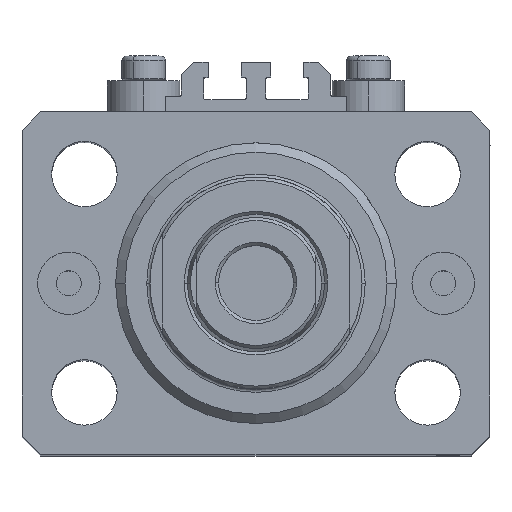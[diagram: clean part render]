
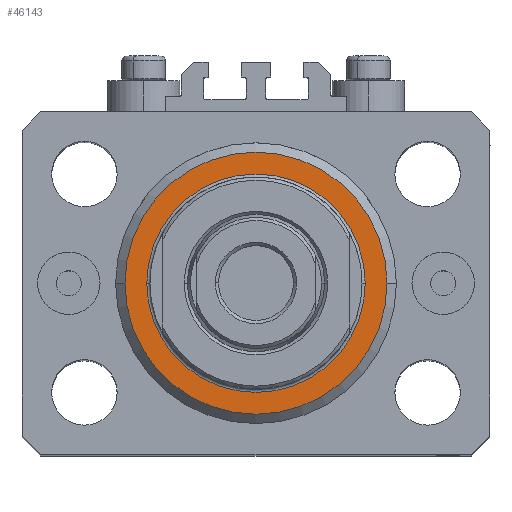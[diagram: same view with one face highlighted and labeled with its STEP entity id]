
A CAD part, top view. The second image highlights one B-rep face of the part: STEP entity #46143.
In plain terms, the highlighted face is planar.
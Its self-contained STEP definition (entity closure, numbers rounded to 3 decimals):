
#1360 = EDGE_LOOP ( 'NONE', ( #42084, #14127 ) ) ;
#1602 = CARTESIAN_POINT ( 'NONE',  ( 17.5, 0., 0. ) ) ;
#1755 = CARTESIAN_POINT ( 'NONE',  ( 0., 0., 0. ) ) ;
#2844 = VERTEX_POINT ( 'NONE', #25288 ) ;
#3199 = VERTEX_POINT ( 'NONE', #10736 ) ;
#3882 = CIRCLE ( 'NONE', #13695, 21. ) ;
#3915 = EDGE_CURVE ( 'NONE', #12220, #4279, #13330, .T. ) ;
#4055 = AXIS2_PLACEMENT_3D ( 'NONE', #1755, #13329, #27776 ) ;
#4279 = VERTEX_POINT ( 'NONE', #23571 ) ;
#5296 = AXIS2_PLACEMENT_3D ( 'NONE', #43717, #14617, #19116 ) ;
#5388 = DIRECTION ( 'NONE',  ( 0., 0., -1. ) ) ;
#10247 = EDGE_CURVE ( 'NONE', #4279, #12220, #42153, .T. ) ;
#10736 = CARTESIAN_POINT ( 'NONE',  ( 21., 0., 0. ) ) ;
#12220 = VERTEX_POINT ( 'NONE', #1602 ) ;
#13329 = DIRECTION ( 'NONE',  ( 0., 0., 1. ) ) ;
#13330 = CIRCLE ( 'NONE', #20162, 17.5 ) ;
#13695 = AXIS2_PLACEMENT_3D ( 'NONE', #37340, #5388, #20763 ) ;
#14127 = ORIENTED_EDGE ( 'NONE', *, *, #10247, .T. ) ;
#14617 = DIRECTION ( 'NONE',  ( 0., 0., -1. ) ) ;
#16056 = DIRECTION ( 'NONE',  ( 0., 0., 1. ) ) ;
#18638 = EDGE_CURVE ( 'NONE', #3199, #2844, #3882, .T. ) ;
#18805 = CIRCLE ( 'NONE', #5296, 21. ) ;
#19116 = DIRECTION ( 'NONE',  ( 1., 0., 0. ) ) ;
#19738 = PLANE ( 'NONE',  #4055 ) ;
#19849 = DIRECTION ( 'NONE',  ( 1., 0., 0. ) ) ;
#20162 = AXIS2_PLACEMENT_3D ( 'NONE', #26716, #24092, #19849 ) ;
#20763 = DIRECTION ( 'NONE',  ( 1., 0., 0. ) ) ;
#23571 = CARTESIAN_POINT ( 'NONE',  ( -17.5, 0., 0. ) ) ;
#24092 = DIRECTION ( 'NONE',  ( 0., 0., 1. ) ) ;
#25288 = CARTESIAN_POINT ( 'NONE',  ( -21., 0., 0. ) ) ;
#26716 = CARTESIAN_POINT ( 'NONE',  ( 0., 0., 0. ) ) ;
#26960 = CARTESIAN_POINT ( 'NONE',  ( 0., 0., 0. ) ) ;
#27776 = DIRECTION ( 'NONE',  ( 1., 0., 0. ) ) ;
#29287 = AXIS2_PLACEMENT_3D ( 'NONE', #26960, #16056, #44450 ) ;
#31325 = FACE_BOUND ( 'NONE', #1360, .T. ) ;
#37340 = CARTESIAN_POINT ( 'NONE',  ( 0., 0., 0. ) ) ;
#38180 = FACE_OUTER_BOUND ( 'NONE', #40462, .T. ) ;
#40003 = ORIENTED_EDGE ( 'NONE', *, *, #42890, .T. ) ;
#40462 = EDGE_LOOP ( 'NONE', ( #42417, #40003 ) ) ;
#42084 = ORIENTED_EDGE ( 'NONE', *, *, #3915, .T. ) ;
#42153 = CIRCLE ( 'NONE', #29287, 17.5 ) ;
#42417 = ORIENTED_EDGE ( 'NONE', *, *, #18638, .T. ) ;
#42890 = EDGE_CURVE ( 'NONE', #2844, #3199, #18805, .T. ) ;
#43717 = CARTESIAN_POINT ( 'NONE',  ( 0., 0., 0. ) ) ;
#44450 = DIRECTION ( 'NONE',  ( 1., 0., 0. ) ) ;
#46143 = ADVANCED_FACE ( 'NONE', ( #31325, #38180 ), #19738, .F. ) ;
